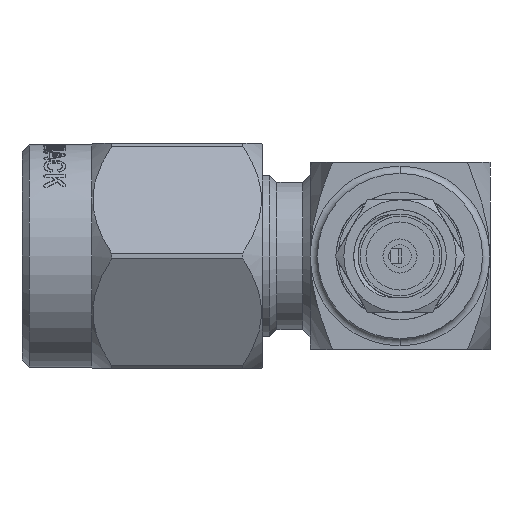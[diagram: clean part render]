
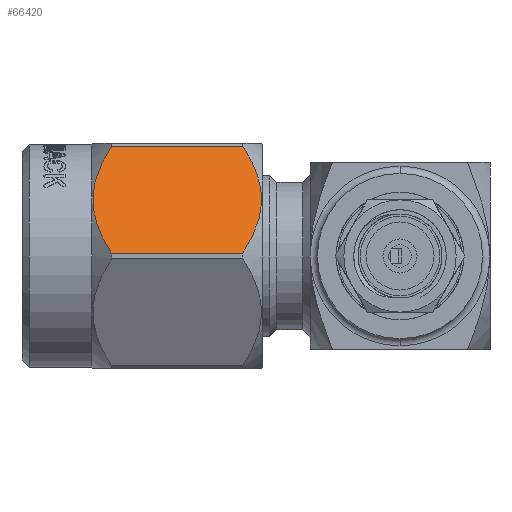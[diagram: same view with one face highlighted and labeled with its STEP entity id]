
A CAD part, left-side view. The second image highlights one B-rep face of the part: STEP entity #66420.
In plain terms, the highlighted face is planar.
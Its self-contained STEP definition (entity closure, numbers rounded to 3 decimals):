
#1454 = CARTESIAN_POINT ( 'NONE',  ( 3.534, 4.886, -1.816 ) ) ;
#6884 = CARTESIAN_POINT ( 'NONE',  ( 3.244, 10.818, -2.32 ) ) ;
#13829 = CARTESIAN_POINT ( 'NONE',  ( 3.821, 4.968, -1.319 ) ) ;
#18142 = CARTESIAN_POINT ( 'NONE',  ( 2.517, 10.364, -3.577 ) ) ;
#22195 = VECTOR ( 'NONE', #99202, 1000. ) ;
#26102 = B_SPLINE_CURVE_WITH_KNOTS ( 'NONE', 3,
 ( #57320, #18142, #104016, #31512, #80442, #6884, #106115, #143062, #55178, #69166, #80951, #105597, #117399, #56784 ),
 .UNSPECIFIED., .F., .F.,
 ( 4, 2, 2, 2, 2, 2, 4 ),
 ( 0., 0.001, 0.002, 0.002, 0.003, 0.003, 0.005 ),
 .UNSPECIFIED. ) ;
#26130 = CARTESIAN_POINT ( 'NONE',  ( 2.35, 5.548, -3.867 ) ) ;
#27228 = VECTOR ( 'NONE', #141153, 1000. ) ;
#28538 = VERTEX_POINT ( 'NONE', #75789 ) ;
#31512 = CARTESIAN_POINT ( 'NONE',  ( 2.96, 10.705, -2.81 ) ) ;
#36569 = ORIENTED_EDGE ( 'NONE', *, *, #64140, .F. ) ;
#39501 = CARTESIAN_POINT ( 'NONE',  ( 2.69, 5.192, -3.278 ) ) ;
#42698 = LINE ( 'NONE', #90762, #27228 ) ;
#50844 = CARTESIAN_POINT ( 'NONE',  ( 2.518, 5.357, -3.577 ) ) ;
#55178 = CARTESIAN_POINT ( 'NONE',  ( 3.626, 10.819, -1.656 ) ) ;
#56672 = CARTESIAN_POINT ( 'NONE',  ( 2.35, 5.548, -3.867 ) ) ;
#56784 = CARTESIAN_POINT ( 'NONE',  ( 4.524, 10.172, -0.102 ) ) ;
#57320 = CARTESIAN_POINT ( 'NONE',  ( 2.35, 10.172, -3.867 ) ) ;
#62687 = CARTESIAN_POINT ( 'NONE',  ( 2.963, 5.014, -2.805 ) ) ;
#64140 = EDGE_CURVE ( 'NONE', #81353, #110656, #42698, .T. ) ;
#64609 = DIRECTION ( 'NONE',  ( 0.866, 0., -0.5 ) ) ;
#66420 = ADVANCED_FACE ( 'NONE', ( #88250 ), #138027, .T. ) ;
#69166 = CARTESIAN_POINT ( 'NONE',  ( 3.817, 10.755, -1.327 ) ) ;
#72401 = EDGE_CURVE ( 'NONE', #28538, #110656, #26102, .T. ) ;
#75539 = CARTESIAN_POINT ( 'NONE',  ( 3.631, 4.903, -1.649 ) ) ;
#75789 = CARTESIAN_POINT ( 'NONE',  ( 2.35, 10.172, -3.867 ) ) ;
#79995 = EDGE_LOOP ( 'NONE', ( #36569, #141450, #86214, #109260 ) ) ;
#80442 = CARTESIAN_POINT ( 'NONE',  ( 3.053, 10.753, -2.65 ) ) ;
#80517 = EDGE_CURVE ( 'NONE', #81353, #133313, #136528, .T. ) ;
#80951 = CARTESIAN_POINT ( 'NONE',  ( 3.911, 10.707, -1.164 ) ) ;
#81353 = VERTEX_POINT ( 'NONE', #123399 ) ;
#86214 = ORIENTED_EDGE ( 'NONE', *, *, #143022, .F. ) ;
#88054 = CARTESIAN_POINT ( 'NONE',  ( 4.524, 10.172, -0.102 ) ) ;
#88250 = FACE_OUTER_BOUND ( 'NONE', #79995, .T. ) ;
#89239 = CARTESIAN_POINT ( 'NONE',  ( 4.583, 4.265, 0. ) ) ;
#90762 = CARTESIAN_POINT ( 'NONE',  ( 4.524, 0., -0.102 ) ) ;
#99202 = DIRECTION ( 'NONE',  ( 0., -1., 0. ) ) ;
#104016 = CARTESIAN_POINT ( 'NONE',  ( 2.689, 10.528, -3.279 ) ) ;
#105597 = CARTESIAN_POINT ( 'NONE',  ( 4.184, 10.529, -0.691 ) ) ;
#106115 = CARTESIAN_POINT ( 'NONE',  ( 3.34, 10.835, -2.153 ) ) ;
#109260 = ORIENTED_EDGE ( 'NONE', *, *, #72401, .T. ) ;
#110503 = CARTESIAN_POINT ( 'NONE',  ( 2.35, 0., -3.867 ) ) ;
#110656 = VERTEX_POINT ( 'NONE', #88054 ) ;
#112020 = CARTESIAN_POINT ( 'NONE',  ( 3.914, 5.016, -1.159 ) ) ;
#113051 = CARTESIAN_POINT ( 'NONE',  ( 4.357, 5.357, -0.391 ) ) ;
#115912 = AXIS2_PLACEMENT_3D ( 'NONE', #89239, #64609, #125725 ) ;
#117399 = CARTESIAN_POINT ( 'NONE',  ( 4.356, 10.364, -0.392 ) ) ;
#123399 = CARTESIAN_POINT ( 'NONE',  ( 4.524, 5.548, -0.102 ) ) ;
#125725 = DIRECTION ( 'NONE',  ( -0.5, 0., -0.866 ) ) ;
#125809 = LINE ( 'NONE', #110503, #22195 ) ;
#133313 = VERTEX_POINT ( 'NONE', #56672 ) ;
#136095 = CARTESIAN_POINT ( 'NONE',  ( 4.185, 5.193, -0.689 ) ) ;
#136528 = B_SPLINE_CURVE_WITH_KNOTS ( 'NONE', 3,
 ( #149487, #113051, #136095, #112020, #13829, #75539, #1454, #137660, #148439, #138169, #62687, #39501, #50844, #26130 ),
 .UNSPECIFIED., .F., .F.,
 ( 4, 2, 2, 2, 2, 2, 4 ),
 ( 0., 0.001, 0.002, 0.002, 0.003, 0.003, 0.005 ),
 .UNSPECIFIED. ) ;
#137660 = CARTESIAN_POINT ( 'NONE',  ( 3.343, 4.885, -2.147 ) ) ;
#138027 = PLANE ( 'NONE',  #115912 ) ;
#138169 = CARTESIAN_POINT ( 'NONE',  ( 3.057, 4.966, -2.642 ) ) ;
#141153 = DIRECTION ( 'NONE',  ( 0., 1., 0. ) ) ;
#141450 = ORIENTED_EDGE ( 'NONE', *, *, #80517, .T. ) ;
#143022 = EDGE_CURVE ( 'NONE', #28538, #133313, #125809, .T. ) ;
#143062 = CARTESIAN_POINT ( 'NONE',  ( 3.531, 10.835, -1.822 ) ) ;
#148439 = CARTESIAN_POINT ( 'NONE',  ( 3.248, 4.902, -2.312 ) ) ;
#149487 = CARTESIAN_POINT ( 'NONE',  ( 4.524, 5.548, -0.102 ) ) ;
